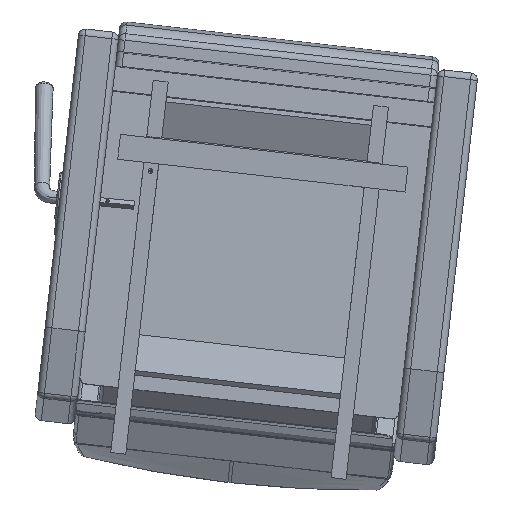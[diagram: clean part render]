
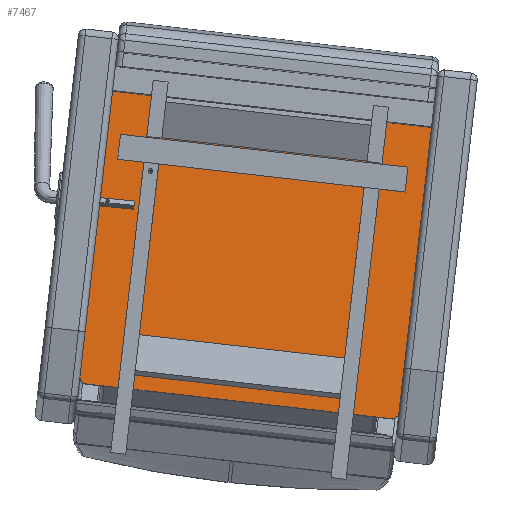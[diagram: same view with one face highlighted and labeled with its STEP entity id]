
A CAD part, front view. The second image highlights one B-rep face of the part: STEP entity #7467.
In plain terms, the highlighted face is planar.
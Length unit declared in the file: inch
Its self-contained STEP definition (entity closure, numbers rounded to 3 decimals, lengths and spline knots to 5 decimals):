
#286=PLANE('',#8236);
#680=LINE('',#12016,#1219);
#697=LINE('',#12127,#1236);
#698=LINE('',#12129,#1237);
#699=LINE('',#12130,#1238);
#1219=VECTOR('',#9490,0.3937);
#1236=VECTOR('',#9585,0.3937);
#1237=VECTOR('',#9586,0.3937);
#1238=VECTOR('',#9587,0.3937);
#1959=FACE_OUTER_BOUND('',#2466,.T.);
#2466=EDGE_LOOP('',(#5582,#5583,#5584,#5585,#5586,#5587));
#2970=CIRCLE('',#8172,0.5);
#2995=CIRCLE('',#8217,0.5);
#3440=VERTEX_POINT('',#11964);
#3441=VERTEX_POINT('',#11966);
#3457=VERTEX_POINT('',#12014);
#3470=VERTEX_POINT('',#12096);
#3477=VERTEX_POINT('',#12126);
#3478=VERTEX_POINT('',#12128);
#4187=EDGE_CURVE('',#3440,#3441,#2970,.T.);
#4212=EDGE_CURVE('',#3440,#3457,#680,.T.);
#4236=EDGE_CURVE('',#3470,#3457,#2995,.T.);
#4250=EDGE_CURVE('',#3477,#3470,#697,.T.);
#4251=EDGE_CURVE('',#3478,#3477,#698,.T.);
#4252=EDGE_CURVE('',#3478,#3441,#699,.T.);
#5582=ORIENTED_EDGE('',*,*,#4187,.F.);
#5583=ORIENTED_EDGE('',*,*,#4212,.T.);
#5584=ORIENTED_EDGE('',*,*,#4236,.F.);
#5585=ORIENTED_EDGE('',*,*,#4250,.F.);
#5586=ORIENTED_EDGE('',*,*,#4251,.F.);
#5587=ORIENTED_EDGE('',*,*,#4252,.T.);
#7467=ADVANCED_FACE('',(#1959),#286,.T.);
#8172=AXIS2_PLACEMENT_3D('',#11967,#9431,#9432);
#8217=AXIS2_PLACEMENT_3D('',#12098,#9543,#9544);
#8236=AXIS2_PLACEMENT_3D('',#12125,#9583,#9584);
#9431=DIRECTION('center_axis',(0.,1.,0.));
#9432=DIRECTION('ref_axis',(-0.707,0.,-0.707));
#9490=DIRECTION('',(1.,0.,0.));
#9543=DIRECTION('center_axis',(0.,1.,0.));
#9544=DIRECTION('ref_axis',(0.707,0.,-0.707));
#9583=DIRECTION('center_axis',(0.,-1.,0.));
#9584=DIRECTION('ref_axis',(0.,0.,-1.));
#9585=DIRECTION('',(0.,0.,-1.));
#9586=DIRECTION('',(1.,0.,0.));
#9587=DIRECTION('',(0.,0.,-1.));
#11964=CARTESIAN_POINT('',(0.5,0.,0.));
#11966=CARTESIAN_POINT('',(0.,0.,0.5));
#11967=CARTESIAN_POINT('Origin',(0.5,0.,0.5));
#12014=CARTESIAN_POINT('',(23.5,0.,0.));
#12016=CARTESIAN_POINT('',(0.,0.,0.));
#12096=CARTESIAN_POINT('',(24.,0.,0.5));
#12098=CARTESIAN_POINT('Origin',(23.5,0.,0.5));
#12125=CARTESIAN_POINT('Origin',(0.,0.,22.));
#12126=CARTESIAN_POINT('',(24.,0.,22.));
#12127=CARTESIAN_POINT('',(24.,0.,22.));
#12128=CARTESIAN_POINT('',(0.,0.,22.));
#12129=CARTESIAN_POINT('',(0.,0.,22.));
#12130=CARTESIAN_POINT('',(0.,0.,22.));
